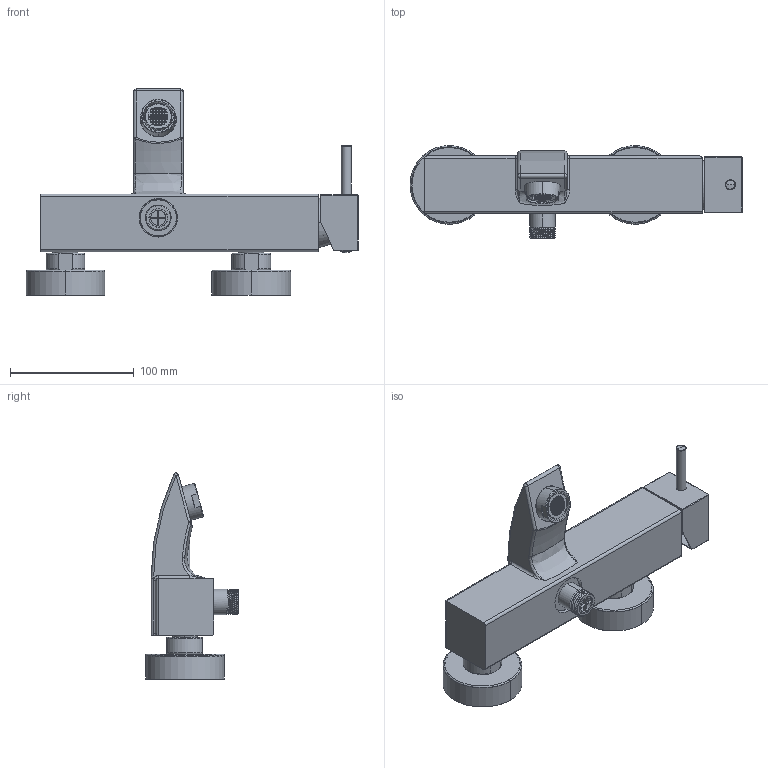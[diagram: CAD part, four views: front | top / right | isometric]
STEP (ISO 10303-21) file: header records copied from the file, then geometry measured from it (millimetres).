
FILE_DESCRIPTION((''),'2;1');
FILE_NAME('LEA022CR','2021-11-03T10:23:38',('ut3'),('PAFFONI SpA'),'CREO PARAMETRIC BY PTC INC, 2020044','CREO PARAMETRIC BY PTC INC, 2020044','');
FILE_SCHEMA(('CONFIG_CONTROL_DESIGN','SHAPE_APPEARANCE_LAYERS_GROUPS'));
Products named in the file (1): LEA022CR
Bounding box: 267.85 x 75 x 166.24 mm (x, y, z)
Volume: 343464.9 mm3; surface area: 204179.8 mm2
Topology: 2 solids, 2 shells, 2926 faces, 8246 edges, 5368 vertices
Faces by surface type: plane 2262, cylinder 393, cone 122, torus 116, sphere 20, bspline 13
Entity records: 124945 total; most frequent: CARTESIAN_POINT 25530, ORIENTED_EDGE 16464, DIRECTION 15770, EDGE_CURVE 8232, VECTOR 5578, LINE 5578, VERTEX_POINT 5368, AXIS2_PLACEMENT_3D 5096
